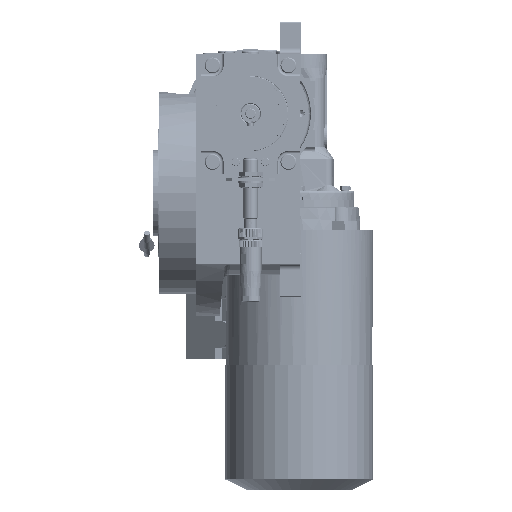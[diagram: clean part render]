
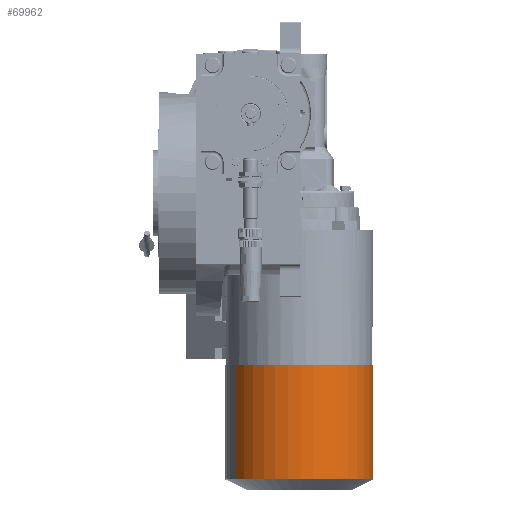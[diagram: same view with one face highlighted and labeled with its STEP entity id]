
A CAD part, left-side view. The second image highlights one B-rep face of the part: STEP entity #69962.
In plain terms, the highlighted cylindrical face has radius 60.5 mm (diameter 121 mm), a partial arc.
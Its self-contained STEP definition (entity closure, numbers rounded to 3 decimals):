
#627 = VECTOR ( 'NONE', #104193, 1000. ) ;
#736 = LINE ( 'NONE', #52427, #627 ) ;
#9224 = DIRECTION ( 'NONE',  ( 1., 0., 0. ) ) ;
#10060 = CARTESIAN_POINT ( 'NONE',  ( -64.811, -6.286, 0. ) ) ;
#13360 = EDGE_CURVE ( 'NONE', #49683, #135180, #109792, .T. ) ;
#13604 = CARTESIAN_POINT ( 'NONE',  ( -158.212, -20.922, -58.703 ) ) ;
#23433 = ORIENTED_EDGE ( 'NONE', *, *, #13360, .F. ) ;
#23616 = DIRECTION ( 'NONE',  ( 0., 0.242, 0.97 ) ) ;
#30403 = EDGE_CURVE ( 'NONE', #49683, #77864, #110672, .T. ) ;
#31543 = CARTESIAN_POINT ( 'NONE',  ( -64.811, 8.35, 58.703 ) ) ;
#34660 = EDGE_LOOP ( 'NONE', ( #23433, #96501, #83542, #113875 ) ) ;
#36073 = AXIS2_PLACEMENT_3D ( 'NONE', #50672, #49839, #166189 ) ;
#41161 = AXIS2_PLACEMENT_3D ( 'NONE', #156511, #94475, #157356 ) ;
#42812 = DIRECTION ( 'NONE',  ( -1., 0., 0. ) ) ;
#49296 = EDGE_CURVE ( 'NONE', #50091, #77864, #109261, .T. ) ;
#49683 = VERTEX_POINT ( 'NONE', #31543 ) ;
#49839 = DIRECTION ( 'NONE',  ( -1., 0., 0. ) ) ;
#50091 = VERTEX_POINT ( 'NONE', #13604 ) ;
#50672 = CARTESIAN_POINT ( 'NONE',  ( -158.212, -6.286, 0. ) ) ;
#52427 = CARTESIAN_POINT ( 'NONE',  ( -158.212, -20.922, -58.703 ) ) ;
#69962 = ADVANCED_FACE ( 'NONE', ( #104675 ), #107208, .T. ) ;
#77864 = VERTEX_POINT ( 'NONE', #85234 ) ;
#83542 = ORIENTED_EDGE ( 'NONE', *, *, #49296, .F. ) ;
#85234 = CARTESIAN_POINT ( 'NONE',  ( -158.212, 8.35, 58.703 ) ) ;
#93741 = CARTESIAN_POINT ( 'NONE',  ( -64.811, 8.35, 58.703 ) ) ;
#94475 = DIRECTION ( 'NONE',  ( -1., 0., 0. ) ) ;
#96501 = ORIENTED_EDGE ( 'NONE', *, *, #30403, .T. ) ;
#104193 = DIRECTION ( 'NONE',  ( 1., 0., 0. ) ) ;
#104675 = FACE_OUTER_BOUND ( 'NONE', #34660, .T. ) ;
#107208 = CYLINDRICAL_SURFACE ( 'NONE', #41161, 60.5 ) ;
#109261 = CIRCLE ( 'NONE', #36073, 60.5 ) ;
#109792 = CIRCLE ( 'NONE', #120632, 60.5 ) ;
#110672 = LINE ( 'NONE', #93741, #117793 ) ;
#113875 = ORIENTED_EDGE ( 'NONE', *, *, #151485, .T. ) ;
#117793 = VECTOR ( 'NONE', #42812, 1000. ) ;
#120632 = AXIS2_PLACEMENT_3D ( 'NONE', #10060, #9224, #23616 ) ;
#135180 = VERTEX_POINT ( 'NONE', #165793 ) ;
#151485 = EDGE_CURVE ( 'NONE', #50091, #135180, #736, .T. ) ;
#156511 = CARTESIAN_POINT ( 'NONE',  ( -26.951, -6.286, 0. ) ) ;
#157356 = DIRECTION ( 'NONE',  ( 0., 0.242, 0.97 ) ) ;
#165793 = CARTESIAN_POINT ( 'NONE',  ( -64.811, -20.922, -58.703 ) ) ;
#166189 = DIRECTION ( 'NONE',  ( 0., -0.242, -0.97 ) ) ;
